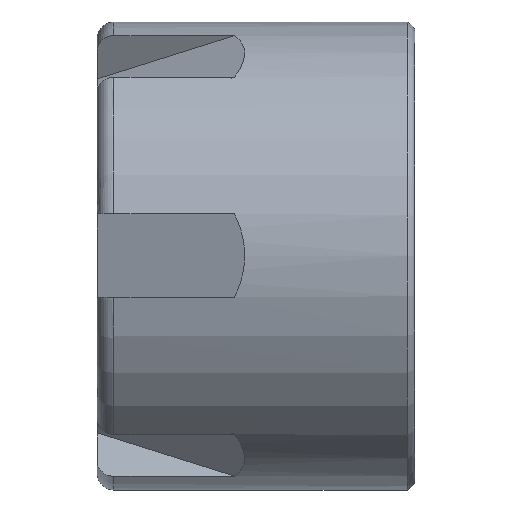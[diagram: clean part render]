
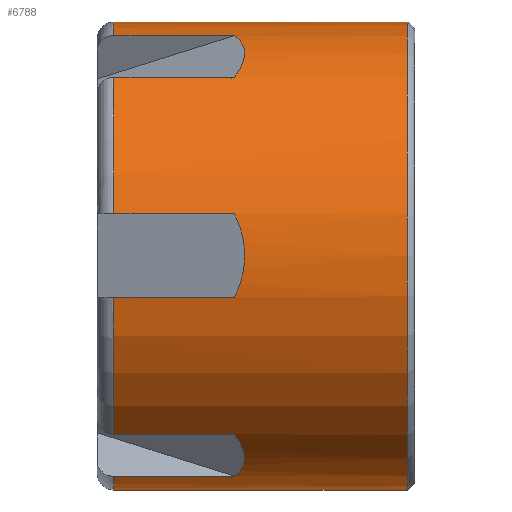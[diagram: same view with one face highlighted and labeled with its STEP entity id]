
A CAD part, top view. The second image highlights one B-rep face of the part: STEP entity #6788.
In plain terms, the highlighted cylindrical face has radius 14 mm (diameter 28 mm), a partial arc.
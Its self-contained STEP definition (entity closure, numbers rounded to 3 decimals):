
#2504=CARTESIAN_POINT('',(-6.5,2.5,13.775));
#2506=DIRECTION('',(-1.,0.,0.));
#2507=VECTOR('',#2506,7.211);
#2508=CARTESIAN_POINT('',(0.711,2.5,13.775));
#2509=LINE('',#2508,#2507);
#2514=DIRECTION('',(-1.,0.,0.));
#2515=VECTOR('',#2514,17.536);
#2516=CARTESIAN_POINT('',(11.036,-14.,0.));
#2517=LINE('',#2516,#2515);
#2518=CARTESIAN_POINT('',(-6.5,0.,0.));
#2519=DIRECTION('',(1.,0.,0.));
#2520=DIRECTION('',(0.,-0.941,0.337));
#2521=AXIS2_PLACEMENT_3D('',#2518,#2519,#2520);
#2523=CARTESIAN_POINT('',(-6.5,0.,0.));
#2524=DIRECTION('',(-1.,0.,0.));
#2525=DIRECTION('',(0.,-0.763,0.647));
#2526=AXIS2_PLACEMENT_3D('',#2523,#2524,#2525);
#2528=CARTESIAN_POINT('',(-6.5,0.,0.));
#2529=DIRECTION('',(-1.,0.,0.));
#2530=DIRECTION('',(0.,0.179,0.984));
#2531=AXIS2_PLACEMENT_3D('',#2528,#2529,#2530);
#2533=CARTESIAN_POINT('',(-6.5,0.,0.));
#2534=DIRECTION('',(-1.,0.,0.));
#2535=DIRECTION('',(0.,0.941,0.337));
#2536=AXIS2_PLACEMENT_3D('',#2533,#2534,#2535);
#2538=DIRECTION('',(-1.,0.,0.));
#2539=VECTOR('',#2538,17.536);
#2540=CARTESIAN_POINT('',(11.036,14.,0.));
#2541=LINE('',#2540,#2539);
#2547=CARTESIAN_POINT('',(11.036,0.,0.));
#2548=DIRECTION('',(-1.,0.,0.));
#2549=DIRECTION('',(0.,-1.,0.));
#2550=AXIS2_PLACEMENT_3D('',#2547,#2548,#2549);
#2730=DIRECTION('',(-1.,0.,0.));
#2731=VECTOR('',#2730,7.211);
#2732=CARTESIAN_POINT('',(0.711,-13.179,
4.722));
#2733=LINE('',#2732,#2731);
#2734=CARTESIAN_POINT('',(-6.5,-13.179,4.722));
#2749=CARTESIAN_POINT('',(0.711,-13.179,
4.722));
#2750=CARTESIAN_POINT('',(1.127,-12.894,5.52));
#2751=CARTESIAN_POINT('',(1.532,-12.188,7.037));
#2752=CARTESIAN_POINT('',(1.127,-11.227,8.406));
#2753=CARTESIAN_POINT('',(0.711,-10.679,
9.053));
#2768=CARTESIAN_POINT('',(-6.5,-10.679,9.053));
#2770=DIRECTION('',(-1.,0.,0.));
#2771=VECTOR('',#2770,7.211);
#2772=CARTESIAN_POINT('',(0.711,-10.679,
9.053));
#2773=LINE('',#2772,#2771);
#2786=DIRECTION('',(-1.,0.,0.));
#2787=VECTOR('',#2786,7.211);
#2788=CARTESIAN_POINT('',(0.711,-2.5,13.775));
#2789=LINE('',#2788,#2787);
#2790=CARTESIAN_POINT('',(-6.5,-2.5,13.775));
#2805=CARTESIAN_POINT('',(0.711,-2.5,13.775));
#2806=CARTESIAN_POINT('',(1.127,-1.667,13.926));
#2807=CARTESIAN_POINT('',(1.532,0.,14.074));
#2808=CARTESIAN_POINT('',(1.127,1.667,13.926));
#2809=CARTESIAN_POINT('',(0.711,2.5,13.775));
#2819=DIRECTION('',(-1.,0.,0.));
#2820=VECTOR('',#2819,7.211);
#2821=CARTESIAN_POINT('',(0.711,10.679,9.053));
#2822=LINE('',#2821,#2820);
#2823=CARTESIAN_POINT('',(-6.5,10.679,9.053));
#2838=CARTESIAN_POINT('',(0.711,10.679,9.053));
#2839=CARTESIAN_POINT('',(1.127,11.227,8.406));
#2840=CARTESIAN_POINT('',(1.532,12.188,7.037));
#2841=CARTESIAN_POINT('',(1.127,12.894,5.52));
#2842=CARTESIAN_POINT('',(0.711,13.179,4.722));
#2857=CARTESIAN_POINT('',(-6.5,13.179,4.722));
#2859=DIRECTION('',(-1.,0.,0.));
#2860=VECTOR('',#2859,7.211);
#2861=CARTESIAN_POINT('',(0.711,13.179,4.722));
#2862=LINE('',#2861,#2860);
#2882=CARTESIAN_POINT('',(11.036,-14.,0.));
#2883=CARTESIAN_POINT('',(11.036,14.,0.));
#2884=VERTEX_POINT('',#2882);
#2885=VERTEX_POINT('',#2883);
#2918=VERTEX_POINT('',#2768);
#2919=CARTESIAN_POINT('',(0.711,-10.679,
9.053));
#2920=VERTEX_POINT('',#2919);
#2925=VERTEX_POINT('',#2734);
#2926=CARTESIAN_POINT('',(0.711,-13.179,
4.722));
#2927=VERTEX_POINT('',#2926);
#2932=VERTEX_POINT('',#2504);
#2933=CARTESIAN_POINT('',(0.711,2.5,13.775));
#2934=VERTEX_POINT('',#2933);
#2939=VERTEX_POINT('',#2790);
#2940=CARTESIAN_POINT('',(0.711,-2.5,13.775));
#2941=VERTEX_POINT('',#2940);
#2946=VERTEX_POINT('',#2857);
#2947=CARTESIAN_POINT('',(0.711,13.179,4.722));
#2948=VERTEX_POINT('',#2947);
#2953=VERTEX_POINT('',#2823);
#2954=CARTESIAN_POINT('',(0.711,10.679,9.053));
#2955=VERTEX_POINT('',#2954);
#2970=CARTESIAN_POINT('',(-6.5,14.,0.));
#2971=VERTEX_POINT('',#2970);
#2972=CARTESIAN_POINT('',(-6.5,-14.,0.));
#2973=VERTEX_POINT('',#2972);
#6754=CARTESIAN_POINT('',(12.655,0.,0.));
#6755=DIRECTION('',(-1.,0.,0.));
#6756=DIRECTION('',(0.,1.,0.));
#6757=AXIS2_PLACEMENT_3D('',#6754,#6755,#6756);
#6758=CYLINDRICAL_SURFACE('',#6757,14.);
#6760=ORIENTED_EDGE('',*,*,#6759,.F.);
#6762=ORIENTED_EDGE('',*,*,#6761,.T.);
#6763=ORIENTED_EDGE('',*,*,#6714,.F.);
#6765=ORIENTED_EDGE('',*,*,#6764,.F.);
#6767=ORIENTED_EDGE('',*,*,#6766,.T.);
#6769=ORIENTED_EDGE('',*,*,#6768,.T.);
#6770=ORIENTED_EDGE('',*,*,#6672,.T.);
#6772=ORIENTED_EDGE('',*,*,#6771,.F.);
#6774=ORIENTED_EDGE('',*,*,#6773,.T.);
#6775=ORIENTED_EDGE('',*,*,#6747,.T.);
#6776=ORIENTED_EDGE('',*,*,#6657,.T.);
#6778=ORIENTED_EDGE('',*,*,#6777,.F.);
#6780=ORIENTED_EDGE('',*,*,#6779,.T.);
#6782=ORIENTED_EDGE('',*,*,#6781,.T.);
#6783=ORIENTED_EDGE('',*,*,#6730,.T.);
#6785=ORIENTED_EDGE('',*,*,#6784,.F.);
#6786=EDGE_LOOP('',(#6760,#6762,#6763,#6765,#6767,#6769,#6770,#6772,#6774,#6775,
#6776,#6778,#6780,#6782,#6783,#6785));
#6787=FACE_OUTER_BOUND('',#6786,.F.);
#6788=ADVANCED_FACE('',(#6787),#6758,.T.);
#2522=CIRCLE('',#2521,14.);
#2527=CIRCLE('',#2526,14.);
#2532=CIRCLE('',#2531,14.);
#2537=CIRCLE('',#2536,14.);
#2551=CIRCLE('',#2550,14.);
#2754=B_SPLINE_CURVE_WITH_KNOTS('',3,(#2749,#2750,#2751,#2752,#2753),
.UNSPECIFIED.,.F.,.F.,(4,1,4),(0.,0.5,1.),.UNSPECIFIED.);
#2810=B_SPLINE_CURVE_WITH_KNOTS('',3,(#2805,#2806,#2807,#2808,#2809),
.UNSPECIFIED.,.F.,.F.,(4,1,4),(0.,0.5,1.),.UNSPECIFIED.);
#2843=B_SPLINE_CURVE_WITH_KNOTS('',3,(#2838,#2839,#2840,#2841,#2842),
.UNSPECIFIED.,.F.,.F.,(4,1,4),(0.,0.5,1.),.UNSPECIFIED.);
#6657=EDGE_CURVE('',#2932,#2953,#2532,.T.);
#6672=EDGE_CURVE('',#2918,#2939,#2527,.T.);
#6714=EDGE_CURVE('',#2925,#2973,#2522,.T.);
#6730=EDGE_CURVE('',#2946,#2971,#2537,.T.);
#6747=EDGE_CURVE('',#2934,#2932,#2509,.T.);
#6759=EDGE_CURVE('',#2884,#2885,#2551,.T.);
#6761=EDGE_CURVE('',#2884,#2973,#2517,.T.);
#6764=EDGE_CURVE('',#2927,#2925,#2733,.T.);
#6766=EDGE_CURVE('',#2927,#2920,#2754,.T.);
#6768=EDGE_CURVE('',#2920,#2918,#2773,.T.);
#6771=EDGE_CURVE('',#2941,#2939,#2789,.T.);
#6773=EDGE_CURVE('',#2941,#2934,#2810,.T.);
#6777=EDGE_CURVE('',#2955,#2953,#2822,.T.);
#6779=EDGE_CURVE('',#2955,#2948,#2843,.T.);
#6781=EDGE_CURVE('',#2948,#2946,#2862,.T.);
#6784=EDGE_CURVE('',#2885,#2971,#2541,.T.);
